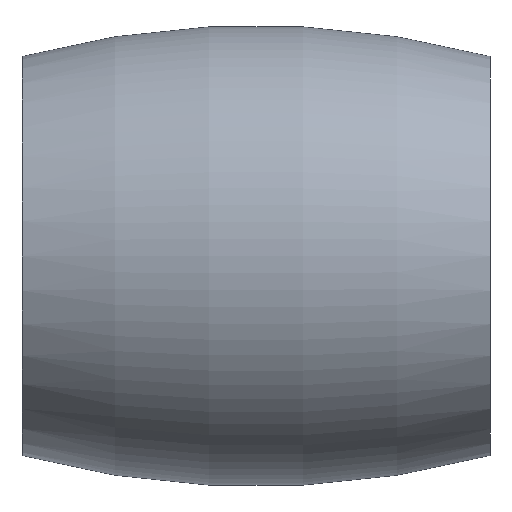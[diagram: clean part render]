
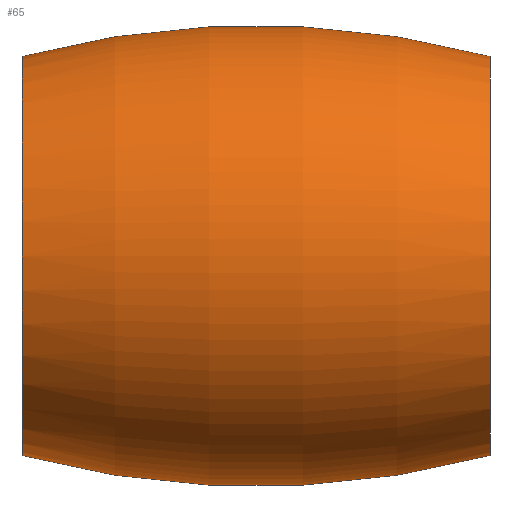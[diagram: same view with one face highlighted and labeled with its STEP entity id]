
A CAD part, front view. The second image highlights one B-rep face of the part: STEP entity #65.
In plain terms, the highlighted toroidal (fillet/blend) face has major radius 48.44 mm and minor radius 65 mm.
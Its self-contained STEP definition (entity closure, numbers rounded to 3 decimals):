
#3 = EDGE_CURVE ( 'NONE', #213, #86, #158, .T. ) ;
#6 = CARTESIAN_POINT ( 'NONE',  ( 16.823, 0., -14.345 ) ) ;
#8 = ORIENTED_EDGE ( 'NONE', *, *, #3, .F. ) ;
#10 = DIRECTION ( 'NONE',  ( 0., 0., 1. ) ) ;
#33 = DIRECTION ( 'NONE',  ( 1., 0., 0. ) ) ;
#45 = DIRECTION ( 'NONE',  ( 0., 0., -1. ) ) ;
#47 = AXIS2_PLACEMENT_3D ( 'NONE', #67, #33, #45 ) ;
#50 = DIRECTION ( 'NONE',  ( 0., -1., 0. ) ) ;
#51 = ORIENTED_EDGE ( 'NONE', *, *, #99, .F. ) ;
#65 = ADVANCED_FACE ( 'NONE', ( #171 ), #194, .T. ) ;
#67 = CARTESIAN_POINT ( 'NONE',  ( 0., 0., 0. ) ) ;
#81 = VERTEX_POINT ( 'NONE', #173 ) ;
#82 = CARTESIAN_POINT ( 'NONE',  ( 0., 0., -48.44 ) ) ;
#86 = VERTEX_POINT ( 'NONE', #135 ) ;
#92 = EDGE_CURVE ( 'NONE', #213, #81, #119, .T. ) ;
#98 = AXIS2_PLACEMENT_3D ( 'NONE', #125, #110, #154 ) ;
#99 = EDGE_CURVE ( 'NONE', #86, #150, #201, .T. ) ;
#105 = DIRECTION ( 'NONE',  ( 0., 1., 0. ) ) ;
#106 = AXIS2_PLACEMENT_3D ( 'NONE', #82, #105, #10 ) ;
#110 = DIRECTION ( 'NONE',  ( 1., 0., 0. ) ) ;
#113 = CARTESIAN_POINT ( 'NONE',  ( -16.823, 0., 14.345 ) ) ;
#119 = CIRCLE ( 'NONE', #137, 14.345 ) ;
#120 = EDGE_CURVE ( 'NONE', #81, #150, #187, .T. ) ;
#125 = CARTESIAN_POINT ( 'NONE',  ( 16.823, 0., 0. ) ) ;
#135 = CARTESIAN_POINT ( 'NONE',  ( 16.823, 0., 14.345 ) ) ;
#137 = AXIS2_PLACEMENT_3D ( 'NONE', #218, #199, #153 ) ;
#150 = VERTEX_POINT ( 'NONE', #6 ) ;
#153 = DIRECTION ( 'NONE',  ( 0., 0., -1. ) ) ;
#154 = DIRECTION ( 'NONE',  ( 0., 0., -1. ) ) ;
#158 = CIRCLE ( 'NONE', #106, 65. ) ;
#165 = DIRECTION ( 'NONE',  ( 0., 0., -1. ) ) ;
#167 = EDGE_LOOP ( 'NONE', ( #8, #177, #181, #51 ) ) ;
#171 = FACE_OUTER_BOUND ( 'NONE', #167, .T. ) ;
#173 = CARTESIAN_POINT ( 'NONE',  ( -16.823, 0., -14.345 ) ) ;
#175 = CARTESIAN_POINT ( 'NONE',  ( 0., 0., 48.44 ) ) ;
#177 = ORIENTED_EDGE ( 'NONE', *, *, #92, .T. ) ;
#181 = ORIENTED_EDGE ( 'NONE', *, *, #120, .T. ) ;
#187 = CIRCLE ( 'NONE', #212, 65. ) ;
#194 = TOROIDAL_SURFACE ( 'NONE', #47, -48.44, 65. ) ;
#199 = DIRECTION ( 'NONE',  ( 1., 0., 0. ) ) ;
#201 = CIRCLE ( 'NONE', #98, 14.345 ) ;
#212 = AXIS2_PLACEMENT_3D ( 'NONE', #175, #50, #165 ) ;
#213 = VERTEX_POINT ( 'NONE', #113 ) ;
#218 = CARTESIAN_POINT ( 'NONE',  ( -16.823, 0., 0. ) ) ;
